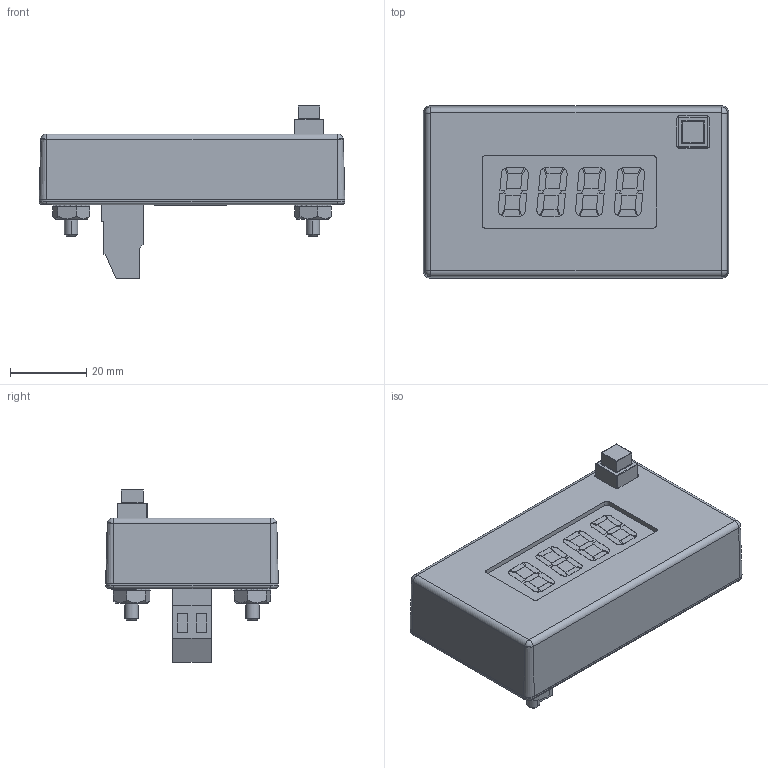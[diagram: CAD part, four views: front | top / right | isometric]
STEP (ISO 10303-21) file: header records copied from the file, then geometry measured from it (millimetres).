
FILE_DESCRIPTION (( 'STEP AP203' ), '1' );
FILE_NAME ('CRM3000-Remote.STEP', '2018-07-30T18:45:15', ( '' ), ( '' ), 'SwSTEP 2.0', 'SolidWorks 2018', '' );
FILE_SCHEMA (( 'CONFIG_CONTROL_DESIGN' ));
Length unit declared in the file: inch
Products named in the file (14): Current Mark - PCB Assy_Remote CT; M000499-Label-Flat; CRM3000-Remote; lcd; M000397_Cut Pins; M001980-Nut-8-32-Hex-Keps; PCB-Display Board; COVER-SCREW-ASSY-DESIGN_M001948-R; CASE-SCREW-ASSY-DESIGN_M001951; M002157-Screw-1 x .25 flat head blk; M001981-Screw, 8-32-.375 Slotted TC_Pan Head; M000631-LABEL; Switch-Push-Button-Sq; 3-Pin PlugIn
Assembly tree (20 placements, depth 3):
  CRM3000-Remote
    CASE-SCREW-ASSY-DESIGN_M001951
    Current Mark - PCB Assy_Remote CT
      PCB-Display Board
      M000397_Cut Pins
      lcd
      Switch-Push-Button-Sq
      3-Pin PlugIn
    COVER-SCREW-ASSY-DESIGN_M001948-R
    M001981-Screw, 8-32-.375 Slotted TC_Pan Head  x2
    M002157-Screw-1 x .25 flat head blk  x6
    M001980-Nut-8-32-Hex-Keps  x2
    M000499-Label-Flat
    M000631-LABEL
Bounding box: 80.28 x 45.35 x 45.39 mm (x, y, z)
Volume: 28807.6 mm3; surface area: 36954.4 mm2
Topology: 19 solids, 19 shells, 1793 faces, 4801 edges, 3168 vertices
Faces by surface type: plane 957, cylinder 376, bspline 298, cone 142, torus 16, sphere 4
Entity records: 53368 total; most frequent: CARTESIAN_POINT 20260, ORIENTED_EDGE 6996, DIRECTION 5585, EDGE_CURVE 3498, VECTOR 2425, LINE 2425, VERTEX_POINT 2313, AXIS2_PLACEMENT_3D 1580
